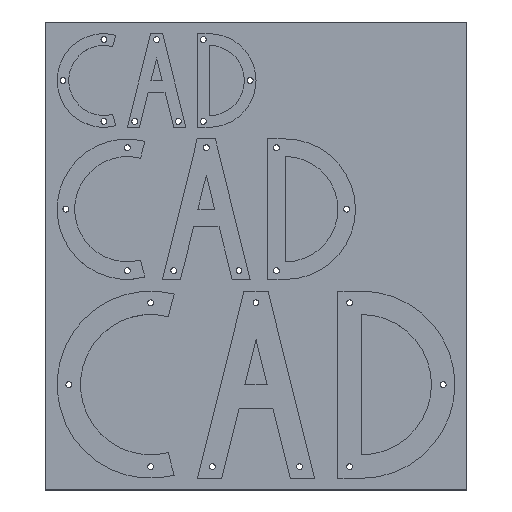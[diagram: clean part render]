
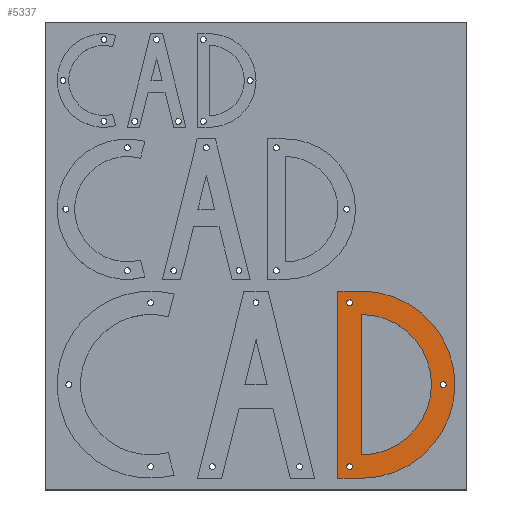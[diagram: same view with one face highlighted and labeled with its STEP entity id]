
A CAD part, top view. The second image highlights one B-rep face of the part: STEP entity #5337.
In plain terms, the highlighted planar face has unit normal (0, 0, 1).
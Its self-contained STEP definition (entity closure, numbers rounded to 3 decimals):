
#4672=CARTESIAN_POINT('Axis2P3D Location',(0.,0.,5.)) ;
#5211=CARTESIAN_POINT('Vertex',(217.806,11.199,5.)) ;
#5225=CARTESIAN_POINT('Vertex',(222.194,8.801,5.)) ;
#5228=CARTESIAN_POINT('Axis2P3D Location',(220.,10.,5.)) ;
#5240=CARTESIAN_POINT('Axis2P3D Location',(150.,10.,5.)) ;
#5244=CARTESIAN_POINT('Vertex',(150.,-70.,5.)) ;
#5246=CARTESIAN_POINT('Vertex',(150.,90.,5.)) ;
#5249=CARTESIAN_POINT('Line Origine',(140.,90.,5.)) ;
#5253=CARTESIAN_POINT('Vertex',(130.,90.,5.)) ;
#5256=CARTESIAN_POINT('Line Origine',(130.,10.,5.)) ;
#5260=CARTESIAN_POINT('Vertex',(130.,-70.,5.)) ;
#5263=CARTESIAN_POINT('Line Origine',(140.,-70.,5.)) ;
#5274=CARTESIAN_POINT('Axis2P3D Location',(220.,10.,5.)) ;
#5283=CARTESIAN_POINT('Axis2P3D Location',(140.,80.,5.)) ;
#5287=CARTESIAN_POINT('Vertex',(137.806,81.199,5.)) ;
#5289=CARTESIAN_POINT('Vertex',(142.194,78.801,5.)) ;
#5292=CARTESIAN_POINT('Axis2P3D Location',(140.,80.,5.)) ;
#5301=CARTESIAN_POINT('Axis2P3D Location',(140.,-60.,5.)) ;
#5305=CARTESIAN_POINT('Vertex',(137.806,-58.801,5.)) ;
#5307=CARTESIAN_POINT('Vertex',(142.194,-61.199,5.)) ;
#5310=CARTESIAN_POINT('Axis2P3D Location',(140.,-60.,5.)) ;
#5319=CARTESIAN_POINT('Axis2P3D Location',(150.,10.,5.)) ;
#5323=CARTESIAN_POINT('Vertex',(150.,-50.,5.)) ;
#5325=CARTESIAN_POINT('Vertex',(150.,70.,5.)) ;
#5328=CARTESIAN_POINT('Line Origine',(150.,10.,5.)) ;
#5251=VECTOR('Line Direction',#5250,1.) ;
#5258=VECTOR('Line Direction',#5257,1.) ;
#5265=VECTOR('Line Direction',#5264,1.) ;
#5330=VECTOR('Line Direction',#5329,1.) ;
#4673=DIRECTION('Axis2P3D Direction',(0.,0.,1.)) ;
#4674=DIRECTION('Axis2P3D XDirection',(1.,0.,0.)) ;
#5229=DIRECTION('Axis2P3D Direction',(0.,-0.,-1.)) ;
#5241=DIRECTION('Axis2P3D Direction',(0.,0.,1.)) ;
#5250=DIRECTION('Vector Direction',(1.,0.,0.)) ;
#5257=DIRECTION('Vector Direction',(0.,-1.,0.)) ;
#5264=DIRECTION('Vector Direction',(1.,0.,0.)) ;
#5275=DIRECTION('Axis2P3D Direction',(0.,0.,1.)) ;
#5284=DIRECTION('Axis2P3D Direction',(0.,0.,1.)) ;
#5293=DIRECTION('Axis2P3D Direction',(0.,0.,1.)) ;
#5302=DIRECTION('Axis2P3D Direction',(0.,0.,1.)) ;
#5311=DIRECTION('Axis2P3D Direction',(0.,0.,1.)) ;
#5320=DIRECTION('Axis2P3D Direction',(0.,0.,1.)) ;
#5329=DIRECTION('Vector Direction',(0.,-1.,0.)) ;
#4675=AXIS2_PLACEMENT_3D('Plane Axis2P3D',#4672,#4673,#4674) ;
#5230=AXIS2_PLACEMENT_3D('Circle Axis2P3D',#5228,#5229,$) ;
#5242=AXIS2_PLACEMENT_3D('Circle Axis2P3D',#5240,#5241,$) ;
#5276=AXIS2_PLACEMENT_3D('Circle Axis2P3D',#5274,#5275,$) ;
#5285=AXIS2_PLACEMENT_3D('Circle Axis2P3D',#5283,#5284,$) ;
#5294=AXIS2_PLACEMENT_3D('Circle Axis2P3D',#5292,#5293,$) ;
#5303=AXIS2_PLACEMENT_3D('Circle Axis2P3D',#5301,#5302,$) ;
#5312=AXIS2_PLACEMENT_3D('Circle Axis2P3D',#5310,#5311,$) ;
#5321=AXIS2_PLACEMENT_3D('Circle Axis2P3D',#5319,#5320,$) ;
#5252=LINE('Line',#5249,#5251) ;
#5259=LINE('Line',#5256,#5258) ;
#5266=LINE('Line',#5263,#5265) ;
#5331=LINE('Line',#5328,#5330) ;
#5231=CIRCLE('generated circle',#5230,2.5) ;
#5243=CIRCLE('generated circle',#5242,80.) ;
#5277=CIRCLE('generated circle',#5276,2.5) ;
#5286=CIRCLE('generated circle',#5285,2.5) ;
#5295=CIRCLE('generated circle',#5294,2.5) ;
#5304=CIRCLE('generated circle',#5303,2.5) ;
#5313=CIRCLE('generated circle',#5312,2.5) ;
#5322=CIRCLE('generated circle',#5321,60.) ;
#4676=PLANE('',#4675) ;
#5282=FACE_BOUND('',#5279,.T.) ;
#5300=FACE_BOUND('',#5297,.T.) ;
#5318=FACE_BOUND('',#5315,.T.) ;
#5336=FACE_BOUND('',#5333,.T.) ;
#5232=EDGE_CURVE('',#5226,#5212,#5231,.F.) ;
#5248=EDGE_CURVE('',#5245,#5247,#5243,.T.) ;
#5255=EDGE_CURVE('',#5247,#5254,#5252,.F.) ;
#5262=EDGE_CURVE('',#5254,#5261,#5259,.T.) ;
#5267=EDGE_CURVE('',#5261,#5245,#5266,.T.) ;
#5278=EDGE_CURVE('',#5212,#5226,#5277,.T.) ;
#5291=EDGE_CURVE('',#5288,#5290,#5286,.T.) ;
#5296=EDGE_CURVE('',#5290,#5288,#5295,.T.) ;
#5309=EDGE_CURVE('',#5306,#5308,#5304,.T.) ;
#5314=EDGE_CURVE('',#5308,#5306,#5313,.T.) ;
#5327=EDGE_CURVE('',#5324,#5326,#5322,.T.) ;
#5332=EDGE_CURVE('',#5326,#5324,#5331,.T.) ;
#5269=ORIENTED_EDGE('',*,*,#5248,.T.) ;
#5270=ORIENTED_EDGE('',*,*,#5255,.T.) ;
#5271=ORIENTED_EDGE('',*,*,#5262,.T.) ;
#5272=ORIENTED_EDGE('',*,*,#5267,.T.) ;
#5280=ORIENTED_EDGE('',*,*,#5278,.F.) ;
#5281=ORIENTED_EDGE('',*,*,#5232,.F.) ;
#5298=ORIENTED_EDGE('',*,*,#5291,.F.) ;
#5299=ORIENTED_EDGE('',*,*,#5296,.F.) ;
#5316=ORIENTED_EDGE('',*,*,#5309,.F.) ;
#5317=ORIENTED_EDGE('',*,*,#5314,.F.) ;
#5334=ORIENTED_EDGE('',*,*,#5327,.F.) ;
#5335=ORIENTED_EDGE('',*,*,#5332,.F.) ;
#5268=EDGE_LOOP('',(#5269,#5270,#5271,#5272)) ;
#5279=EDGE_LOOP('',(#5280,#5281)) ;
#5297=EDGE_LOOP('',(#5298,#5299)) ;
#5315=EDGE_LOOP('',(#5316,#5317)) ;
#5333=EDGE_LOOP('',(#5334,#5335)) ;
#5212=VERTEX_POINT('',#5211) ;
#5226=VERTEX_POINT('',#5225) ;
#5245=VERTEX_POINT('',#5244) ;
#5247=VERTEX_POINT('',#5246) ;
#5254=VERTEX_POINT('',#5253) ;
#5261=VERTEX_POINT('',#5260) ;
#5288=VERTEX_POINT('',#5287) ;
#5290=VERTEX_POINT('',#5289) ;
#5306=VERTEX_POINT('',#5305) ;
#5308=VERTEX_POINT('',#5307) ;
#5324=VERTEX_POINT('',#5323) ;
#5326=VERTEX_POINT('',#5325) ;
#5337=ADVANCED_FACE('PartBody',(#5273,#5282,#5300,#5318,#5336),#4676,.T.) ;
#5273=FACE_OUTER_BOUND('',#5268,.T.) ;
